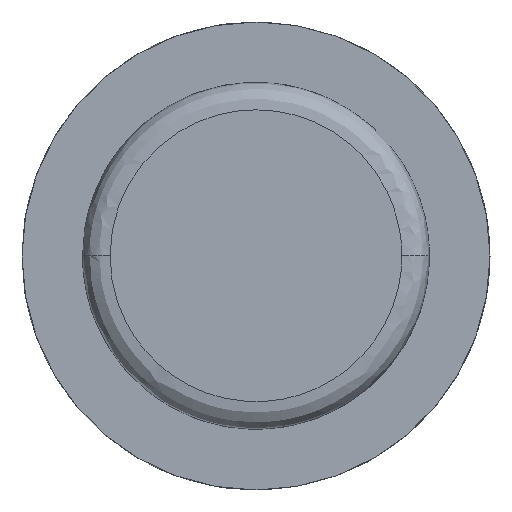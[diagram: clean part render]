
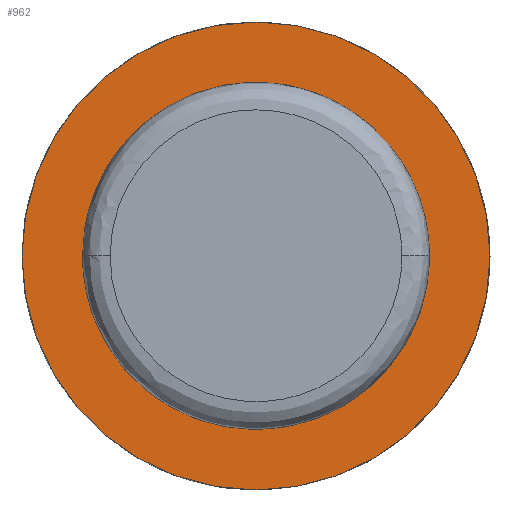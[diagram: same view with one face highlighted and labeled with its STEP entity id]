
A CAD part, top view. The second image highlights one B-rep face of the part: STEP entity #962.
In plain terms, the highlighted free-form (B-spline) face has degree [1, 1] with [2, 2] control points.
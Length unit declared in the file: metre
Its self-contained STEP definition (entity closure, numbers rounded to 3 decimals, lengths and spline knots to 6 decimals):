
#20=B_SPLINE_SURFACE_WITH_KNOTS('',1,1,((#1738,#1739),(#1740,#1741)),
 .PLANE_SURF.,.F.,.F.,.F.,(2,2),(2,2),(0.042732,0.954562),
(0.041942,0.956121),.PIECEWISE_BEZIER_KNOTS.);
#149=CIRCLE('',#1031,0.0085);
#155=CIRCLE('',#1037,0.0063);
#159=CIRCLE('',#1041,0.0063);
#175=CIRCLE('',#1057,0.0085);
#327=ORIENTED_EDGE('',*,*,#552,.F.);
#328=ORIENTED_EDGE('',*,*,#545,.F.);
#329=ORIENTED_EDGE('',*,*,#533,.T.);
#330=ORIENTED_EDGE('',*,*,#587,.T.);
#533=EDGE_CURVE('',#675,#674,#149,.T.);
#545=EDGE_CURVE('',#686,#687,#155,.T.);
#552=EDGE_CURVE('',#687,#686,#159,.T.);
#587=EDGE_CURVE('',#674,#675,#175,.T.);
#674=VERTEX_POINT('',#1534);
#675=VERTEX_POINT('',#1536);
#686=VERTEX_POINT('',#1578);
#687=VERTEX_POINT('',#1580);
#793=EDGE_LOOP('',(#327,#328));
#794=EDGE_LOOP('',(#329,#330));
#862=FACE_BOUND('',#793,.T.);
#863=FACE_BOUND('',#794,.T.);
#962=ADVANCED_FACE('',(#862,#863),#20,.T.);
#1031=AXIS2_PLACEMENT_3D('',#1535,#1091,#1092);
#1037=AXIS2_PLACEMENT_3D('',#1579,#1105,#1106);
#1041=AXIS2_PLACEMENT_3D('',#1600,#1115,#1116);
#1057=AXIS2_PLACEMENT_3D('',#1737,#1165,#1166);
#1091=DIRECTION('',(0.,0.,1.));
#1092=DIRECTION('',(1.,0.,0.));
#1105=DIRECTION('',(0.,0.,1.));
#1106=DIRECTION('',(1.,0.,0.));
#1115=DIRECTION('',(0.,0.,1.));
#1116=DIRECTION('',(1.,0.,0.));
#1165=DIRECTION('',(0.,0.,1.));
#1166=DIRECTION('',(1.,0.,0.));
#1534=CARTESIAN_POINT('',(-0.0085,0.,0.));
#1535=CARTESIAN_POINT('',(0.,0.,0.));
#1536=CARTESIAN_POINT('',(0.0085,0.,0.));
#1578=CARTESIAN_POINT('',(0.0063,0.,0.));
#1579=CARTESIAN_POINT('',(0.,0.,0.));
#1580=CARTESIAN_POINT('',(-0.0063,0.,0.));
#1600=CARTESIAN_POINT('',(0.,0.,0.));
#1737=CARTESIAN_POINT('',(0.,0.,0.));
#1738=CARTESIAN_POINT('',(-0.008654,-0.008668,0.));
#1739=CARTESIAN_POINT('',(-0.008654,0.008632,0.));
#1740=CARTESIAN_POINT('',(0.008602,-0.008668,0.));
#1741=CARTESIAN_POINT('',(0.008602,0.008632,0.));
